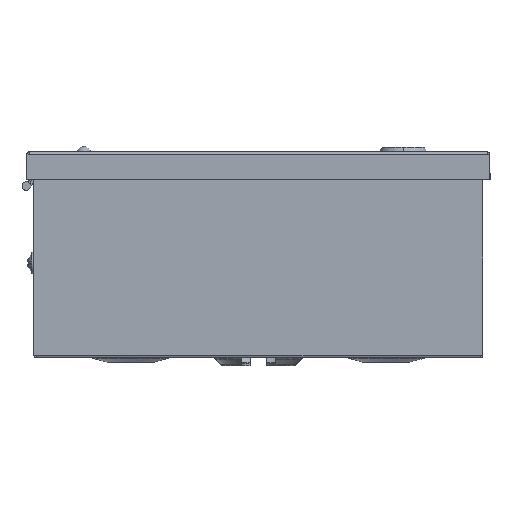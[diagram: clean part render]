
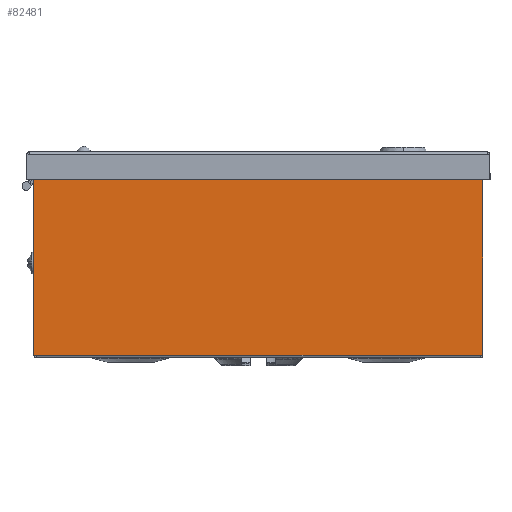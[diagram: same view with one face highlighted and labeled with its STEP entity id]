
A CAD part, front view. The second image highlights one B-rep face of the part: STEP entity #82481.
In plain terms, the highlighted planar face has unit normal (0, -1, 0).
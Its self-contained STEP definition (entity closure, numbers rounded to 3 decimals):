
#589 = EDGE_LOOP ( 'NONE', ( #116326, #110469, #37913, #121677, #55312, #55473 ) ) ;
#3229 = EDGE_CURVE ( 'NONE', #55164, #23078, #58141, .T. ) ;
#11662 = LINE ( 'NONE', #68100, #15672 ) ;
#15672 = VECTOR ( 'NONE', #104769, 1000. ) ;
#15919 = EDGE_CURVE ( 'NONE', #111124, #41694, #100041, .T. ) ;
#16894 = CARTESIAN_POINT ( 'NONE',  ( -79., -99., 0.1 ) ) ;
#23078 = VERTEX_POINT ( 'NONE', #52834 ) ;
#26346 = CARTESIAN_POINT ( 'NONE',  ( -78.1, -99., 0.1 ) ) ;
#26363 = VERTEX_POINT ( 'NONE', #114302 ) ;
#37913 = ORIENTED_EDGE ( 'NONE', *, *, #45455, .T. ) ;
#39812 = DIRECTION ( 'NONE',  ( 0., 0., 1. ) ) ;
#39992 = VECTOR ( 'NONE', #63992, 1000. ) ;
#41694 = VERTEX_POINT ( 'NONE', #74803 ) ;
#41968 = DIRECTION ( 'NONE',  ( 0., 0., 1. ) ) ;
#43831 = VECTOR ( 'NONE', #41968, 1000. ) ;
#45200 = VECTOR ( 'NONE', #75686, 1000. ) ;
#45277 = CARTESIAN_POINT ( 'NONE',  ( 79., -99., 0.1 ) ) ;
#45455 = EDGE_CURVE ( 'NONE', #26363, #119955, #76923, .T. ) ;
#48507 = PLANE ( 'NONE',  #67844 ) ;
#48970 = CARTESIAN_POINT ( 'NONE',  ( 0., -99., 69.7 ) ) ;
#50683 = LINE ( 'NONE', #88552, #43831 ) ;
#51846 = CARTESIAN_POINT ( 'NONE',  ( -79., -99., 69.7 ) ) ;
#52834 = CARTESIAN_POINT ( 'NONE',  ( -79., -99., 0.1 ) ) ;
#54076 = DIRECTION ( 'NONE',  ( -1., 0., 0. ) ) ;
#55063 = VECTOR ( 'NONE', #96039, 1000. ) ;
#55164 = VERTEX_POINT ( 'NONE', #26346 ) ;
#55312 = ORIENTED_EDGE ( 'NONE', *, *, #3229, .F. ) ;
#55473 = ORIENTED_EDGE ( 'NONE', *, *, #119216, .F. ) ;
#58141 = LINE ( 'NONE', #105326, #55063 ) ;
#61404 = EDGE_CURVE ( 'NONE', #111124, #26363, #50683, .T. ) ;
#63992 = DIRECTION ( 'NONE',  ( -1., 0., 0. ) ) ;
#67844 = AXIS2_PLACEMENT_3D ( 'NONE', #86346, #114914, #39812 ) ;
#68100 = CARTESIAN_POINT ( 'NONE',  ( -79., -99., 0. ) ) ;
#69527 = FACE_OUTER_BOUND ( 'NONE', #589, .T. ) ;
#70132 = EDGE_CURVE ( 'NONE', #119955, #23078, #11662, .T. ) ;
#71033 = LINE ( 'NONE', #16894, #39992 ) ;
#74803 = CARTESIAN_POINT ( 'NONE',  ( 78.1, -99., 0.1 ) ) ;
#75686 = DIRECTION ( 'NONE',  ( -1., 0., 0. ) ) ;
#76923 = LINE ( 'NONE', #48970, #45200 ) ;
#82481 = ADVANCED_FACE ( 'NONE', ( #69527 ), #48507, .F. ) ;
#86346 = CARTESIAN_POINT ( 'NONE',  ( 0., -99., 0. ) ) ;
#88552 = CARTESIAN_POINT ( 'NONE',  ( 79., -99., 0. ) ) ;
#96039 = DIRECTION ( 'NONE',  ( -1., 0., 0. ) ) ;
#100041 = LINE ( 'NONE', #120501, #109670 ) ;
#104769 = DIRECTION ( 'NONE',  ( 0., 0., -1. ) ) ;
#105326 = CARTESIAN_POINT ( 'NONE',  ( -79., -99., 0.1 ) ) ;
#109670 = VECTOR ( 'NONE', #54076, 1000. ) ;
#110469 = ORIENTED_EDGE ( 'NONE', *, *, #61404, .T. ) ;
#111124 = VERTEX_POINT ( 'NONE', #45277 ) ;
#114302 = CARTESIAN_POINT ( 'NONE',  ( 79., -99., 69.7 ) ) ;
#114914 = DIRECTION ( 'NONE',  ( 0., 1., 0. ) ) ;
#116326 = ORIENTED_EDGE ( 'NONE', *, *, #15919, .F. ) ;
#119216 = EDGE_CURVE ( 'NONE', #41694, #55164, #71033, .T. ) ;
#119955 = VERTEX_POINT ( 'NONE', #51846 ) ;
#120501 = CARTESIAN_POINT ( 'NONE',  ( -79., -99., 0.1 ) ) ;
#121677 = ORIENTED_EDGE ( 'NONE', *, *, #70132, .T. ) ;
